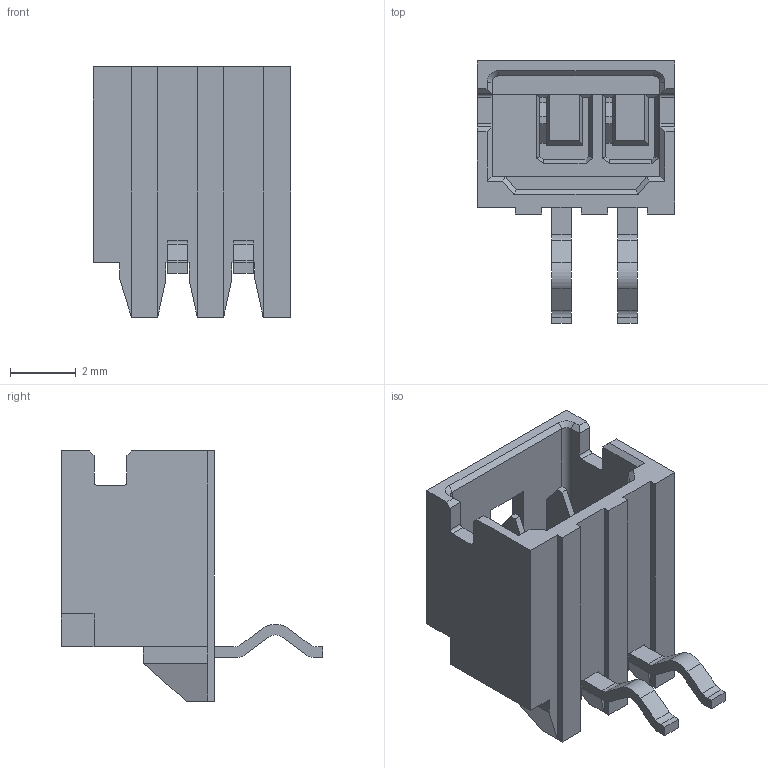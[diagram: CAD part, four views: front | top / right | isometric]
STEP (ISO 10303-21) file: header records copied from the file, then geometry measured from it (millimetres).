
FILE_DESCRIPTION((''),'2;1');
FILE_NAME('530150210','2016-09-27T',('rlalsangi'),(''),'PRO/ENGINEER BY PARAMETRIC TECHNOLOGY CORPORATION, 2012310','PRO/ENGINEER BY PARAMETRIC TECHNOLOGY CORPORATION, 2012310','');
FILE_SCHEMA(('CONFIG_CONTROL_DESIGN'));
Length unit declared in the file: millimetre
Products named in the file (1): 530150210
Bounding box: 6 x 7.95 x 7.6 mm (x, y, z)
Volume: 95.4 mm3; surface area: 325 mm2
Topology: 3 solids, 3 shells, 180 faces, 477 edges, 303 vertices
Faces by surface type: plane 158, cylinder 20, cone 2
Entity records: 5464 total; most frequent: CARTESIAN_POINT 950, ORIENTED_EDGE 932, DIRECTION 885, EDGE_CURVE 466, VECTOR 431, LINE 431, VERTEX_POINT 292, AXIS2_PLACEMENT_3D 227
